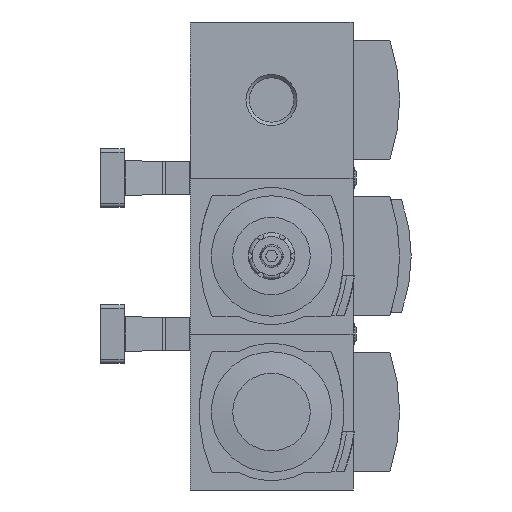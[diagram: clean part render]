
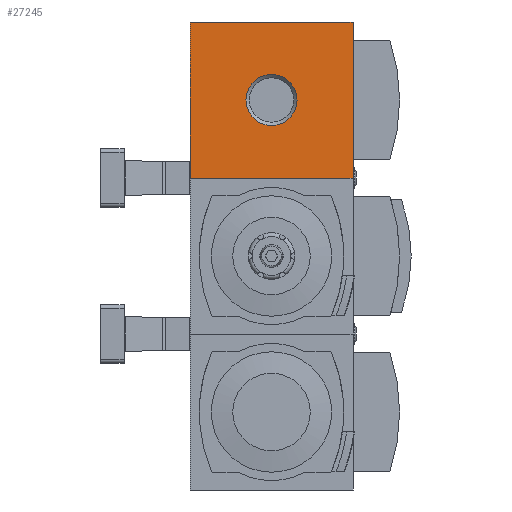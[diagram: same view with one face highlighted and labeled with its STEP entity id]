
A CAD part, front view. The second image highlights one B-rep face of the part: STEP entity #27245.
In plain terms, the highlighted planar face has unit normal (0, -1, 0).
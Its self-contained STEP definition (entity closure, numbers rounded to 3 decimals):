
#286=PLANE('',#28499);
#1052=LINE('',#36143,#3293);
#1158=LINE('',#36365,#3399);
#1173=LINE('',#36403,#3414);
#1243=LINE('',#36651,#3484);
#3293=VECTOR('',#30203,1000.);
#3399=VECTOR('',#30375,1000.);
#3414=VECTOR('',#30404,1000.);
#3484=VECTOR('',#30604,1000.);
#6247=ORIENTED_EDGE('',*,*,#12244,.F.);
#6248=ORIENTED_EDGE('',*,*,#11846,.F.);
#6249=ORIENTED_EDGE('',*,*,#11960,.F.);
#6250=ORIENTED_EDGE('',*,*,#12101,.F.);
#6251=ORIENTED_EDGE('',*,*,#11980,.F.);
#11846=EDGE_CURVE('',#14917,#14918,#1052,.T.);
#11960=EDGE_CURVE('',#15000,#14917,#1158,.T.);
#11980=EDGE_CURVE('',#14918,#15017,#1173,.T.);
#12101=EDGE_CURVE('',#15017,#15000,#1243,.T.);
#12244=EDGE_CURVE('',#15244,#15244,#17008,.T.);
#14917=VERTEX_POINT('',#36142);
#14918=VERTEX_POINT('',#36144);
#15000=VERTEX_POINT('',#36364);
#15017=VERTEX_POINT('',#36404);
#15244=VERTEX_POINT('',#36935);
#17008=CIRCLE('',#28500,6.579);
#17613=EDGE_LOOP('',(#6247));
#17614=EDGE_LOOP('',(#6248,#6249,#6250,#6251));
#18864=FACE_BOUND('',#17613,.T.);
#18865=FACE_BOUND('',#17614,.T.);
#27245=ADVANCED_FACE('',(#18864,#18865),#286,.F.);
#28499=AXIS2_PLACEMENT_3D('',#36933,#30835,#30836);
#28500=AXIS2_PLACEMENT_3D('',#36934,#30837,#30838);
#30203=DIRECTION('',(0.,0.,1.));
#30375=DIRECTION('',(-1.,0.,0.));
#30404=DIRECTION('',(1.,0.,0.));
#30604=DIRECTION('',(0.,0.,-1.));
#30835=DIRECTION('',(0.,1.,0.));
#30836=DIRECTION('',(0.,0.,1.));
#30837=DIRECTION('',(0.,-1.,0.));
#30838=DIRECTION('',(0.,0.,-1.));
#36142=CARTESIAN_POINT('',(-21.,-31.5,-20.1));
#36143=CARTESIAN_POINT('',(-21.,-31.5,-20.1));
#36144=CARTESIAN_POINT('',(-21.,-31.5,20.1));
#36364=CARTESIAN_POINT('',(21.,-31.5,-20.1));
#36365=CARTESIAN_POINT('',(21.,-31.5,-20.1));
#36403=CARTESIAN_POINT('',(-21.,-31.5,20.1));
#36404=CARTESIAN_POINT('',(21.,-31.5,20.1));
#36651=CARTESIAN_POINT('',(21.,-31.5,20.1));
#36933=CARTESIAN_POINT('',(0.,-31.5,0.));
#36934=CARTESIAN_POINT('',(0.,-31.5,0.));
#36935=CARTESIAN_POINT('',(0.,-31.5,-6.579));
